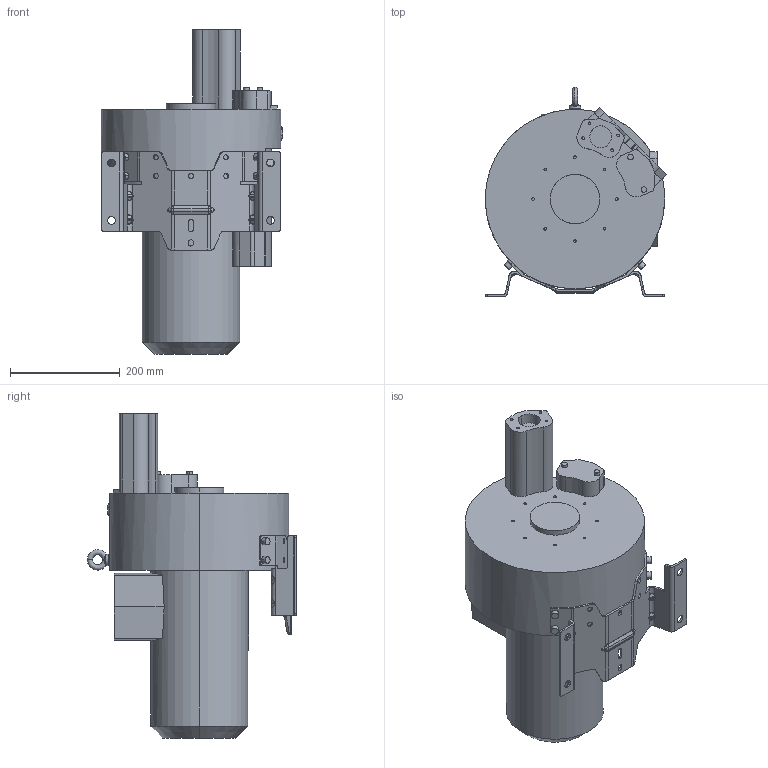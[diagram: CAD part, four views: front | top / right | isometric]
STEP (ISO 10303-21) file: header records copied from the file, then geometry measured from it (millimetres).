
FILE_DESCRIPTION (( 'STEP AP203' ), '1' );
FILE_NAME ('4RB320-0AP61-1.STEP', '2025-05-14T06:00:45', ( '' ), ( '' ), 'SwSTEP 2.0', 'SolidWorks 2025', '' );
FILE_SCHEMA (( 'CONFIG_CONTROL_DESIGN' ));
Length unit declared in the file: millimetre
Products named in the file (1): 4RB320-0AP61-1
Bounding box: 331.13 x 382.16 x 591.52 mm (x, y, z)
Volume: 21870603.5 mm3; surface area: 735914.2 mm2
Topology: 1 solids, 1 shells, 597 faces, 1725 edges, 1167 vertices
Faces by surface type: cylinder 276, plane 207, bspline 90, torus 14, cone 6, sphere 4
Entity records: 36337 total; most frequent: CARTESIAN_POINT 22800, ORIENTED_EDGE 3450, DIRECTION 1810, EDGE_CURVE 1725, VERTEX_POINT 1167, B_SPLINE_CURVE_WITH_KNOTS 1028, EDGE_LOOP 656, AXIS2_PLACEMENT_3D 639
